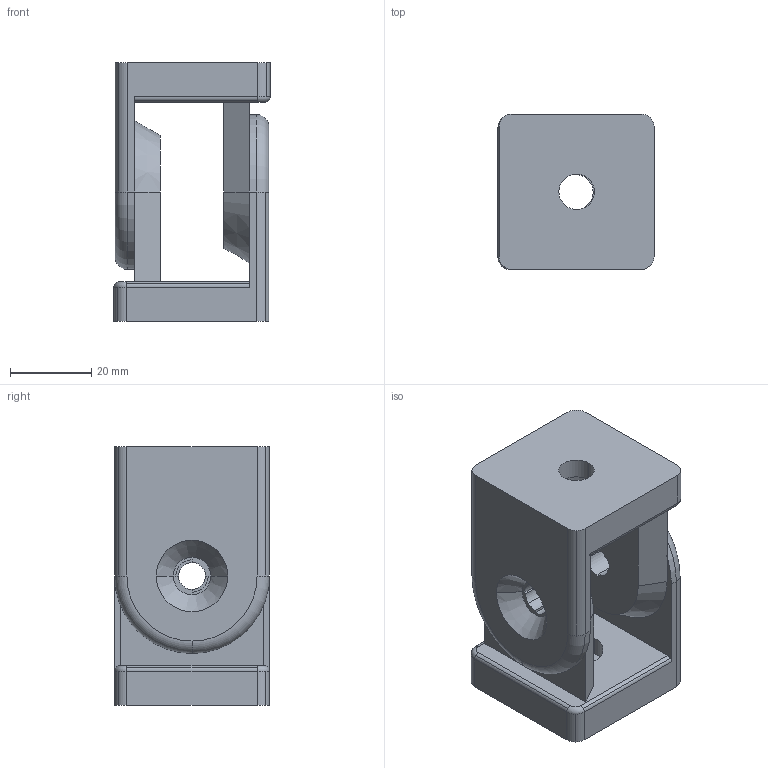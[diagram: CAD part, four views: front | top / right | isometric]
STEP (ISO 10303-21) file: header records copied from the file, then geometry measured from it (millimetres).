
FILE_DESCRIPTION((''),'2;1');
FILE_NAME('15HI8712.stp','2006-03-13T15:37:04',('Shawn Mantel'),('Faztek, LLC'),'Mechanical Desktop 2005','Mechanical Desktop 2005',', , ');
FILE_SCHEMA(('CONFIG_CONTROL_DESIGN'));
Length unit declared in the file: inch
Products named in the file (1): Product
Bounding box: 38.4 x 38.1 x 63.5 mm (x, y, z)
Volume: 50786 mm3; surface area: 20327.5 mm2
Topology: 2 solids, 2 shells, 97 faces, 260 edges, 171 vertices
Faces by surface type: cylinder 50, plane 32, torus 8, cone 7
Entity records: 3208 total; most frequent: DIRECTION 587, CARTESIAN_POINT 529, ORIENTED_EDGE 520, EDGE_CURVE 260, AXIS2_PLACEMENT_3D 229, VERTEX_POINT 171, CIRCLE 131, VECTOR 129
